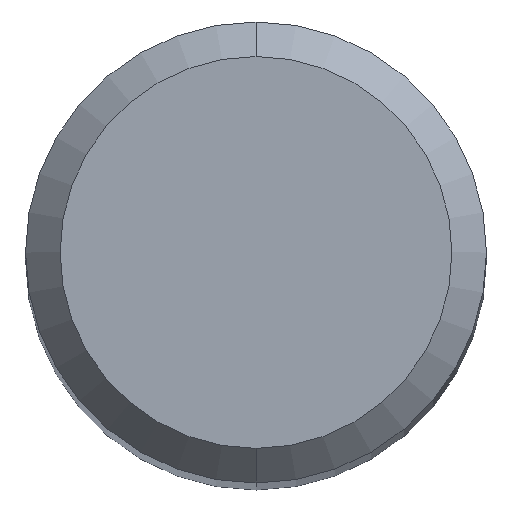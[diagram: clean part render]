
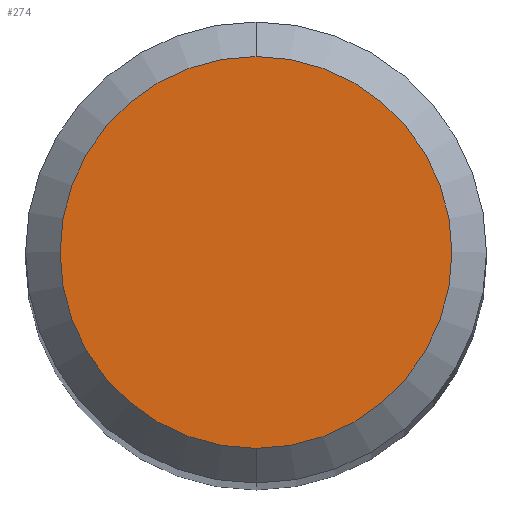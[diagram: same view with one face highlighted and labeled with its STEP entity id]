
A CAD part, top view. The second image highlights one B-rep face of the part: STEP entity #274.
In plain terms, the highlighted planar face has unit normal (0, 0, 1).
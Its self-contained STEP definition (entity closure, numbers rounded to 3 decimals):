
#220=VERTEX_POINT('',#528);
#274=ADVANCED_FACE('',(#586),#587,.T.);
#324=VERTEX_POINT('',#643);
#376=EDGE_CURVE('',#324,#220,#700,.T.);
#388=EDGE_CURVE('',#220,#324,#712,.T.);
#528=CARTESIAN_POINT('',(0.,-1.7,0.0));
#586=FACE_OUTER_BOUND('',#1007,.T.);
#587=PLANE('',#1008);
#643=CARTESIAN_POINT('',(0.0,1.7,0.0));
#700=CIRCLE('',#1221,1.7);
#712=CIRCLE('',#1265,1.7);
#1007=EDGE_LOOP('',(#1539,#1540));
#1008=AXIS2_PLACEMENT_3D('',#1541,#1542,#1543);
#1221=AXIS2_PLACEMENT_3D('',#1680,#1681,#1682);
#1265=AXIS2_PLACEMENT_3D('',#1685,#1686,#1687);
#1539=ORIENTED_EDGE('',*,*,#376,.F.);
#1540=ORIENTED_EDGE('',*,*,#388,.F.);
#1541=CARTESIAN_POINT('',(0.0,0.85,0.0));
#1542=DIRECTION('',(-0.0,0.0,1.0));
#1543=DIRECTION('',(0.0,-1.0,0.0));
#1680=CARTESIAN_POINT('',(0.0,0.0,0.0));
#1681=DIRECTION('',(0.0,0.0,-1.0));
#1682=DIRECTION('',(0.0,1.0,0.0));
#1685=CARTESIAN_POINT('',(0.0,0.0,0.0));
#1686=DIRECTION('',(0.0,0.0,-1.0));
#1687=DIRECTION('',(0.0,1.0,0.0));
